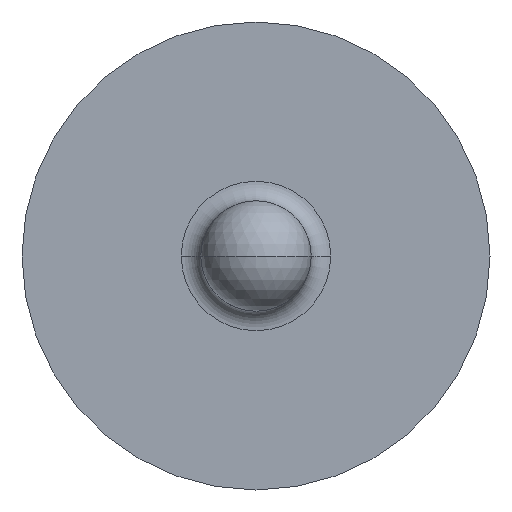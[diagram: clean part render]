
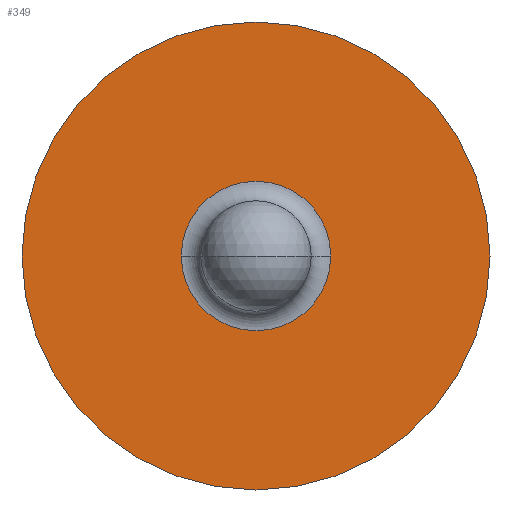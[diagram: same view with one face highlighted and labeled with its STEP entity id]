
A CAD part, left-side view. The second image highlights one B-rep face of the part: STEP entity #349.
In plain terms, the highlighted planar face has unit normal (-1, 0, 0).
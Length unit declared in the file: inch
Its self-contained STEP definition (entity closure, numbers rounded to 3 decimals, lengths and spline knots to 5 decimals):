
#2 = DIRECTION ( 'NONE',  ( 0., -1., 0. ) ) ;
#21 = CARTESIAN_POINT ( 'NONE',  ( 0.069, -0.0115, 0. ) ) ;
#60 = EDGE_CURVE ( 'NONE', #540, #620, #173, .T. ) ;
#107 = ORIENTED_EDGE ( 'NONE', *, *, #456, .F. ) ;
#108 = DIRECTION ( 'NONE',  ( 0., 1., 0. ) ) ;
#141 = DIRECTION ( 'NONE',  ( 0., -1., 0. ) ) ;
#153 = CARTESIAN_POINT ( 'NONE',  ( 0.069, 0., 0. ) ) ;
#173 = CIRCLE ( 'NONE', #542, 0.0115 ) ;
#183 = EDGE_CURVE ( 'NONE', #501, #608, #496, .T. ) ;
#193 = ORIENTED_EDGE ( 'NONE', *, *, #60, .F. ) ;
#216 = AXIS2_PLACEMENT_3D ( 'NONE', #289, #653, #141 ) ;
#234 = EDGE_CURVE ( 'NONE', #608, #501, #519, .T. ) ;
#240 = CARTESIAN_POINT ( 'NONE',  ( 0.069, 0., 0. ) ) ;
#247 = DIRECTION ( 'NONE',  ( 0., -1., 0. ) ) ;
#260 = ORIENTED_EDGE ( 'NONE', *, *, #234, .T. ) ;
#289 = CARTESIAN_POINT ( 'NONE',  ( 0.069, 0., 0. ) ) ;
#324 = CARTESIAN_POINT ( 'NONE',  ( 0.069, 0.036, 0. ) ) ;
#333 = DIRECTION ( 'NONE',  ( -1., 0., 0. ) ) ;
#349 = ADVANCED_FACE ( 'NONE', ( #410, #610 ), #364, .F. ) ;
#353 = AXIS2_PLACEMENT_3D ( 'NONE', #153, #355, #2 ) ;
#355 = DIRECTION ( 'NONE',  ( -1., 0., 0. ) ) ;
#364 = PLANE ( 'NONE',  #647 ) ;
#386 = CARTESIAN_POINT ( 'NONE',  ( 0.069, 0., 0. ) ) ;
#392 = EDGE_LOOP ( 'NONE', ( #193, #107 ) ) ;
#410 = FACE_BOUND ( 'NONE', #392, .T. ) ;
#455 = CARTESIAN_POINT ( 'NONE',  ( 0.069, 0.0115, 0. ) ) ;
#456 = EDGE_CURVE ( 'NONE', #620, #540, #603, .T. ) ;
#461 = CARTESIAN_POINT ( 'NONE',  ( 0.069, 0.036, 0. ) ) ;
#470 = CARTESIAN_POINT ( 'NONE',  ( 0.069, -0.036, 0. ) ) ;
#471 = DIRECTION ( 'NONE',  ( 0., -1., 0. ) ) ;
#496 = CIRCLE ( 'NONE', #637, 0.036 ) ;
#501 = VERTEX_POINT ( 'NONE', #470 ) ;
#519 = CIRCLE ( 'NONE', #216, 0.036 ) ;
#531 = ORIENTED_EDGE ( 'NONE', *, *, #183, .T. ) ;
#540 = VERTEX_POINT ( 'NONE', #21 ) ;
#542 = AXIS2_PLACEMENT_3D ( 'NONE', #386, #333, #471 ) ;
#552 = EDGE_LOOP ( 'NONE', ( #531, #260 ) ) ;
#569 = DIRECTION ( 'NONE',  ( 1., 0., 0. ) ) ;
#596 = DIRECTION ( 'NONE',  ( -1., 0., 0. ) ) ;
#603 = CIRCLE ( 'NONE', #353, 0.0115 ) ;
#608 = VERTEX_POINT ( 'NONE', #324 ) ;
#610 = FACE_OUTER_BOUND ( 'NONE', #552, .T. ) ;
#620 = VERTEX_POINT ( 'NONE', #455 ) ;
#637 = AXIS2_PLACEMENT_3D ( 'NONE', #240, #596, #247 ) ;
#647 = AXIS2_PLACEMENT_3D ( 'NONE', #461, #569, #108 ) ;
#653 = DIRECTION ( 'NONE',  ( -1., 0., 0. ) ) ;
